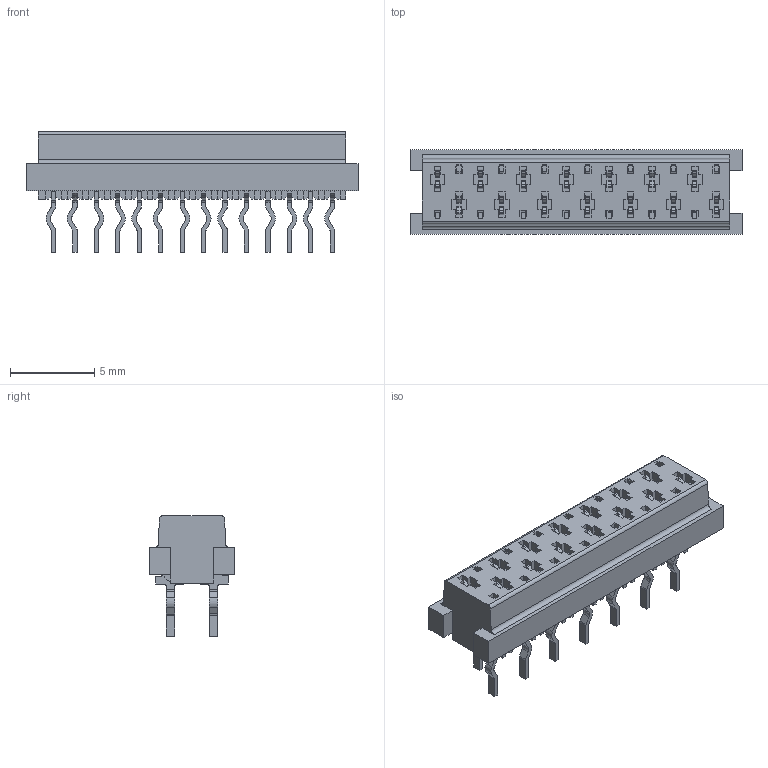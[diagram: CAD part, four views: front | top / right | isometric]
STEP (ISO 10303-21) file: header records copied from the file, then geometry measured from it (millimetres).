
FILE_DESCRIPTION((''),'2;1');
FILE_NAME('C-1-215079-4','2017-04-24T',('workeradm'),('Tyco Electronics Ltd.'),'CREO PARAMETRIC BY PTC INC, 2016050','CREO PARAMETRIC BY PTC INC, 2016050','');
FILE_SCHEMA(('AUTOMOTIVE_DESIGN { 1 0 10303 214 1 1 1 1 }'));
Length unit declared in the file: millimetre
Products named in the file (1): C-1-215079-4
Bounding box: 19.66 x 5 x 7.15 mm (x, y, z)
Volume: 296.3 mm3; surface area: 624.9 mm2
Topology: 7 solids, 7 shells, 1263 faces, 3577 edges, 2372 vertices
Faces by surface type: plane 1063, cylinder 200
Entity records: 40584 total; most frequent: CARTESIAN_POINT 7214, ORIENTED_EDGE 7154, DIRECTION 6503, EDGE_CURVE 3577, VECTOR 3177, LINE 3177, VERTEX_POINT 2372, AXIS2_PLACEMENT_3D 1663
